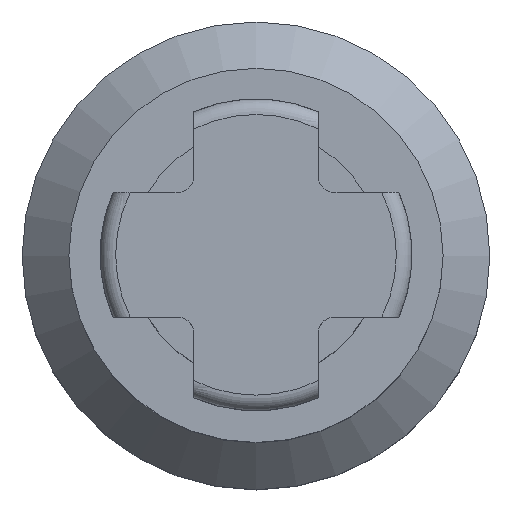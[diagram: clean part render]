
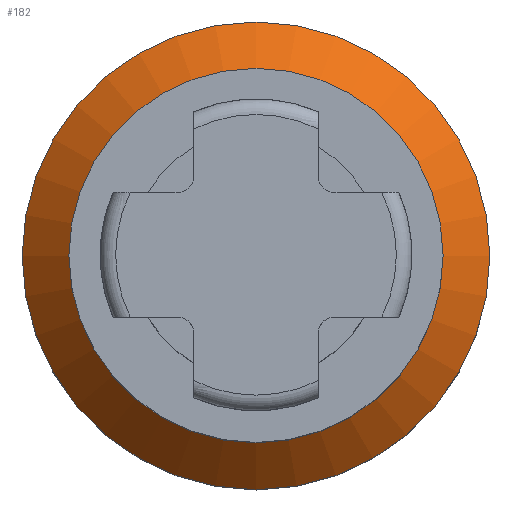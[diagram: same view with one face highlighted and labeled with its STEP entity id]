
A CAD part, top view. The second image highlights one B-rep face of the part: STEP entity #182.
In plain terms, the highlighted conical face has half-angle 45 degrees and reference radius 15 mm.
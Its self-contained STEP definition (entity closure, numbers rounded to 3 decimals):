
#164=CONICAL_SURFACE('',#685,15.,45.);
#182=ADVANCED_FACE('',(#248,#249),#164,.T.);
#248=FACE_BOUND('',#270,.T.);
#249=FACE_BOUND('',#271,.T.);
#270=EDGE_LOOP('',(#322));
#271=EDGE_LOOP('',(#323));
#322=ORIENTED_EDGE('',*,*,#554,.F.);
#323=ORIENTED_EDGE('',*,*,#553,.T.);
#494=VERTEX_POINT('',#970);
#495=VERTEX_POINT('',#973);
#553=EDGE_CURVE('',#494,#494,#640,.T.);
#554=EDGE_CURVE('',#495,#495,#641,.T.);
#640=CIRCLE('',#682,12.);
#641=CIRCLE('',#684,15.);
#682=AXIS2_PLACEMENT_3D('',#969,#770,#771);
#684=AXIS2_PLACEMENT_3D('',#972,#774,#775);
#685=AXIS2_PLACEMENT_3D('',#974,#776,#777);
#770=DIRECTION('',(0.,0.,-1.));
#771=DIRECTION('',(-1.,0.,0.));
#774=DIRECTION('',(0.,0.,-1.));
#775=DIRECTION('',(-1.,0.,0.));
#776=DIRECTION('',(0.,0.,-1.));
#777=DIRECTION('',(-1.,0.,0.));
#969=CARTESIAN_POINT('',(0.,0.,13.));
#970=CARTESIAN_POINT('',(-12.,0.,13.));
#972=CARTESIAN_POINT('',(0.,0.,10.));
#973=CARTESIAN_POINT('',(-15.,0.,10.));
#974=CARTESIAN_POINT('',(0.,0.,10.));
